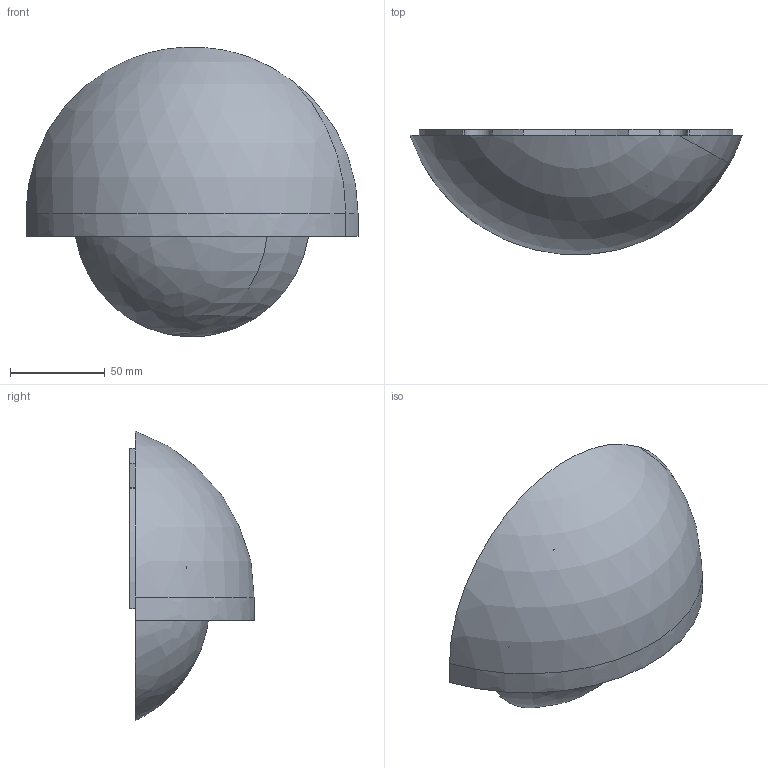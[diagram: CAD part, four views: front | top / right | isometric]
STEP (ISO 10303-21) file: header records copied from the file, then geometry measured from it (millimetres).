
FILE_DESCRIPTION(('CATIA V5 STEP Exchange'),'2;1');
FILE_NAME('GW-A818.stp','2024-01-09T01:30:41+00:00',('none'),('none'),'CATIA Version 5-6 Release 2018','CATIA V5 STEP AP203','none');
FILE_SCHEMA(('CONFIG_CONTROL_DESIGN'));
Length unit declared in the file: millimetre
Products named in the file (1): Product1
Assembly tree (9 placements, depth 2):
  Product1
    #57
    #552
    #6056
    #7180
    #7812
    #9266
    #12467  x2
    #14358
Bounding box: 175.34 x 65.86 x 152.87 mm (x, y, z)
Volume: 211580.1 mm3; surface area: 141557.6 mm2
Topology: 29 solids, 29 shells, 582 faces, 1371 edges, 871 vertices
Faces by surface type: plane 223, cylinder 180, cone 148, extrusion 17, sphere 10, revolution 4
Entity records: 14890 total; most frequent: CARTESIAN_POINT 3878, ORIENTED_EDGE 2402, DIRECTION 1787, EDGE_CURVE 1201, VERTEX_POINT 781, AXIS2_PLACEMENT_3D 742, VECTOR 705, LINE 688
